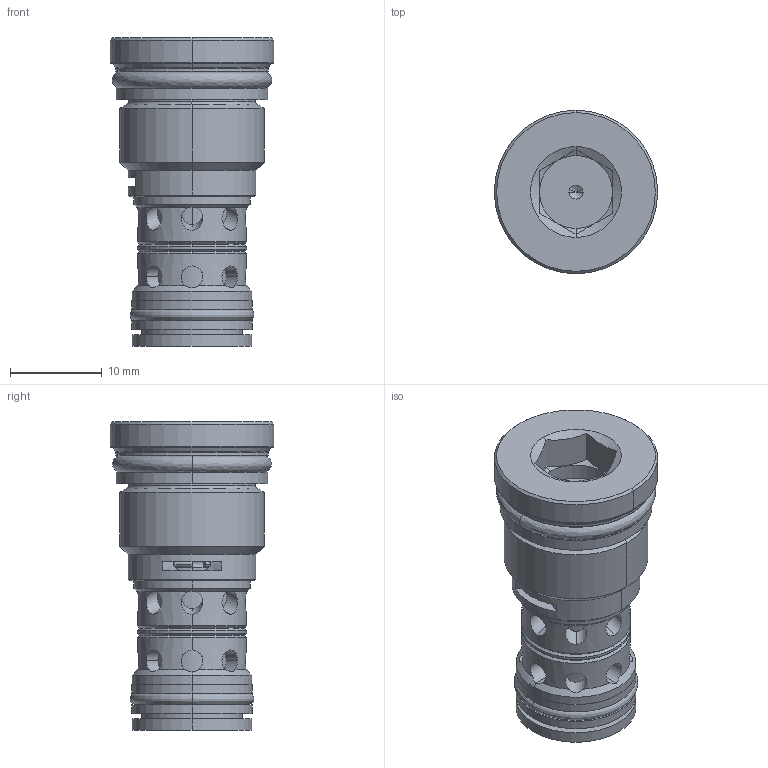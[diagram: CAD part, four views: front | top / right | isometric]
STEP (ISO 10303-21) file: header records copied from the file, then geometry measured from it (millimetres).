
FILE_DESCRIPTION((''),'2;1');
FILE_NAME('CXBGXAN_SW','2024-08-21T09:02:42',('SigMax'),(''),'CREO PARAMETRIC BY PTC INC, 2021072','CREO PARAMETRIC BY PTC INC, 2021072','');
FILE_SCHEMA(('AUTOMOTIVE_DESIGN { 1 0 10303 214 1 1 1 1 }'));
Length unit declared in the file: inch
Products named in the file (1): CXBGXAN_SW
Bounding box: 17.78 x 17.78 x 33.57 mm (x, y, z)
Volume: 4436.6 mm3; surface area: 4404.1 mm2
Topology: 2 solids, 3 shells, 205 faces, 521 edges, 322 vertices
Faces by surface type: cylinder 102, cone 37, plane 32, torus 28, revolution 6
Entity records: 9520 total; most frequent: CARTESIAN_POINT 2994, ORIENTED_EDGE 1034, DIRECTION 1012, EDGE_CURVE 517, AXIS2_PLACEMENT_3D 434, VERTEX_POINT 322, CIRCLE 235, EDGE_LOOP 233
